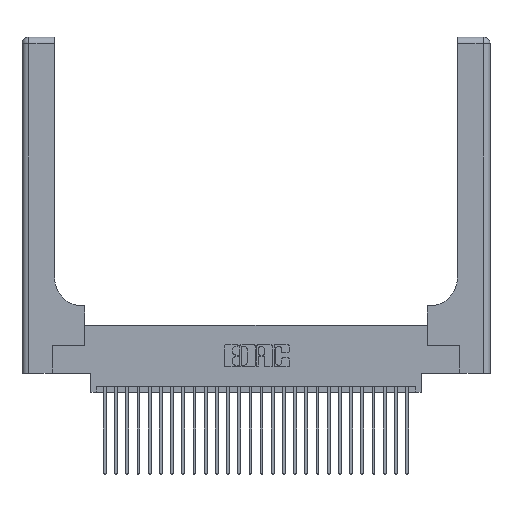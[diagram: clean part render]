
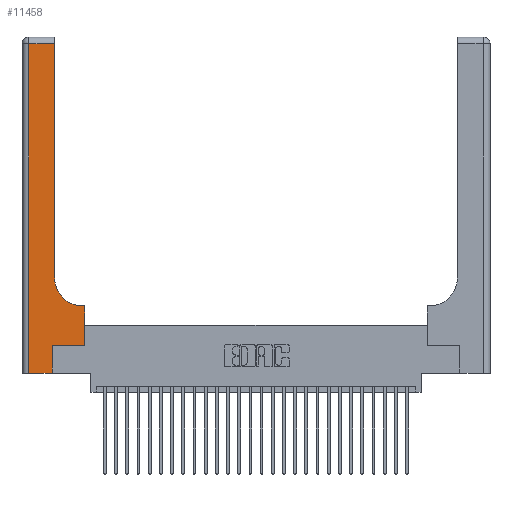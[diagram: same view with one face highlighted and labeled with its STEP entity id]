
A CAD part, top view. The second image highlights one B-rep face of the part: STEP entity #11458.
In plain terms, the highlighted planar face has unit normal (0, 0, 1).
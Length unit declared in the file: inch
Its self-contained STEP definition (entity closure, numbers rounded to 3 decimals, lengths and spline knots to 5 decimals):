
#118 = VECTOR ( 'NONE', #1668, 39.37008 ) ;
#351 = EDGE_CURVE ( 'NONE', #3985, #2440, #8547, .T. ) ;
#532 = AXIS2_PLACEMENT_3D ( 'NONE', #7015, #23006, #2371 ) ;
#581 = CARTESIAN_POINT ( 'NONE',  ( 0.5415, 0.6, 0.37 ) ) ;
#673 = CARTESIAN_POINT ( 'NONE',  ( 0.2915, 3., 0.37 ) ) ;
#768 = ORIENTED_EDGE ( 'NONE', *, *, #21203, .T. ) ;
#924 = DIRECTION ( 'NONE',  ( 1., 0., 0. ) ) ;
#1668 = DIRECTION ( 'NONE',  ( 1., 0., 0. ) ) ;
#1822 = ORIENTED_EDGE ( 'NONE', *, *, #27853, .T. ) ;
#1990 = CARTESIAN_POINT ( 'NONE',  ( 0.5585, 0.25, 0.37 ) ) ;
#2371 = DIRECTION ( 'NONE',  ( -1., 0., 0. ) ) ;
#2440 = VERTEX_POINT ( 'NONE', #10516 ) ;
#2561 = VECTOR ( 'NONE', #23789, 39.37008 ) ;
#3190 = ORIENTED_EDGE ( 'NONE', *, *, #13037, .T. ) ;
#3474 = VERTEX_POINT ( 'NONE', #25946 ) ;
#3685 = LINE ( 'NONE', #1990, #8985 ) ;
#3985 = VERTEX_POINT ( 'NONE', #9320 ) ;
#4754 = VERTEX_POINT ( 'NONE', #17004 ) ;
#4900 = VECTOR ( 'NONE', #7357, 39.37008 ) ;
#6733 = AXIS2_PLACEMENT_3D ( 'NONE', #10276, #9976, #924 ) ;
#7015 = CARTESIAN_POINT ( 'NONE',  ( 0., 3., 0.37 ) ) ;
#7357 = DIRECTION ( 'NONE',  ( 0., 1., 0. ) ) ;
#7411 = VERTEX_POINT ( 'NONE', #13220 ) ;
#7418 = CARTESIAN_POINT ( 'NONE',  ( 0.06, 2.94, 0.37 ) ) ;
#7831 = VECTOR ( 'NONE', #9620, 39.37008 ) ;
#7860 = CARTESIAN_POINT ( 'NONE',  ( 0., 2.94, 0.37 ) ) ;
#8457 = CARTESIAN_POINT ( 'NONE',  ( 0.269, 0.25, 0.37 ) ) ;
#8547 = LINE ( 'NONE', #23172, #7831 ) ;
#8749 = EDGE_CURVE ( 'NONE', #27612, #7411, #8925, .T. ) ;
#8925 = LINE ( 'NONE', #12838, #118 ) ;
#8985 = VECTOR ( 'NONE', #24524, 39.37008 ) ;
#9320 = CARTESIAN_POINT ( 'NONE',  ( 0.06, 0., 0.37 ) ) ;
#9322 = VECTOR ( 'NONE', #26013, 39.37008 ) ;
#9366 = ORIENTED_EDGE ( 'NONE', *, *, #8749, .T. ) ;
#9620 = DIRECTION ( 'NONE',  ( 1., 0., 0. ) ) ;
#9976 = DIRECTION ( 'NONE',  ( 0., 0., -1. ) ) ;
#10123 = CARTESIAN_POINT ( 'NONE',  ( 0.2915, 0.6, 0.37 ) ) ;
#10276 = CARTESIAN_POINT ( 'NONE',  ( 0.5415, 0.85, 0.37 ) ) ;
#10329 = EDGE_CURVE ( 'NONE', #15377, #4754, #21536, .T. ) ;
#10516 = CARTESIAN_POINT ( 'NONE',  ( 0.269, 0., 0.37 ) ) ;
#10555 = LINE ( 'NONE', #18999, #24333 ) ;
#10724 = LINE ( 'NONE', #7860, #2561 ) ;
#10964 = EDGE_CURVE ( 'NONE', #17187, #3985, #10555, .T. ) ;
#11128 = LINE ( 'NONE', #10123, #9322 ) ;
#11458 = ADVANCED_FACE ( 'NONE', ( #22874 ), #24905, .F. ) ;
#12838 = CARTESIAN_POINT ( 'NONE',  ( 0.269, 0.25, 0.37 ) ) ;
#13037 = EDGE_CURVE ( 'NONE', #7411, #25044, #3685, .T. ) ;
#13220 = CARTESIAN_POINT ( 'NONE',  ( 0.5585, 0.25, 0.37 ) ) ;
#13920 = EDGE_CURVE ( 'NONE', #25044, #15377, #11128, .T. ) ;
#14822 = ORIENTED_EDGE ( 'NONE', *, *, #10329, .T. ) ;
#15377 = VERTEX_POINT ( 'NONE', #581 ) ;
#16612 = VECTOR ( 'NONE', #19235, 39.37008 ) ;
#17004 = CARTESIAN_POINT ( 'NONE',  ( 0.2915, 0.85, 0.37 ) ) ;
#17187 = VERTEX_POINT ( 'NONE', #7418 ) ;
#18074 = ORIENTED_EDGE ( 'NONE', *, *, #13920, .T. ) ;
#18907 = DIRECTION ( 'NONE',  ( 0., -1., 0. ) ) ;
#18999 = CARTESIAN_POINT ( 'NONE',  ( 0.06, 3., 0.37 ) ) ;
#19235 = DIRECTION ( 'NONE',  ( 0., 1., 0. ) ) ;
#21203 = EDGE_CURVE ( 'NONE', #3474, #17187, #10724, .T. ) ;
#21536 = CIRCLE ( 'NONE', #6733, 0.25 ) ;
#22600 = LINE ( 'NONE', #28582, #16612 ) ;
#22874 = FACE_OUTER_BOUND ( 'NONE', #28236, .T. ) ;
#23006 = DIRECTION ( 'NONE',  ( 0., 0., -1. ) ) ;
#23172 = CARTESIAN_POINT ( 'NONE',  ( 0., 0., 0.37 ) ) ;
#23523 = CARTESIAN_POINT ( 'NONE',  ( 0.5585, 0.6, 0.37 ) ) ;
#23789 = DIRECTION ( 'NONE',  ( -1., 0., 0. ) ) ;
#23868 = EDGE_CURVE ( 'NONE', #2440, #27612, #22600, .T. ) ;
#24333 = VECTOR ( 'NONE', #18907, 39.37008 ) ;
#24524 = DIRECTION ( 'NONE',  ( 0., 1., 0. ) ) ;
#24905 = PLANE ( 'NONE',  #532 ) ;
#25044 = VERTEX_POINT ( 'NONE', #23523 ) ;
#25850 = ORIENTED_EDGE ( 'NONE', *, *, #23868, .T. ) ;
#25946 = CARTESIAN_POINT ( 'NONE',  ( 0.2915, 2.94, 0.37 ) ) ;
#26013 = DIRECTION ( 'NONE',  ( -1., 0., 0. ) ) ;
#26586 = ORIENTED_EDGE ( 'NONE', *, *, #10964, .T. ) ;
#27612 = VERTEX_POINT ( 'NONE', #8457 ) ;
#27853 = EDGE_CURVE ( 'NONE', #4754, #3474, #28923, .T. ) ;
#28236 = EDGE_LOOP ( 'NONE', ( #1822, #768, #26586, #28805, #25850, #9366, #3190, #18074, #14822 ) ) ;
#28582 = CARTESIAN_POINT ( 'NONE',  ( 0.269, 0., 0.37 ) ) ;
#28805 = ORIENTED_EDGE ( 'NONE', *, *, #351, .T. ) ;
#28923 = LINE ( 'NONE', #673, #4900 ) ;
